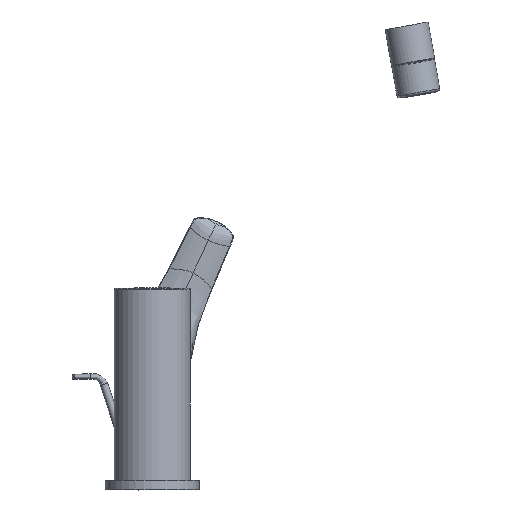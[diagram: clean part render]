
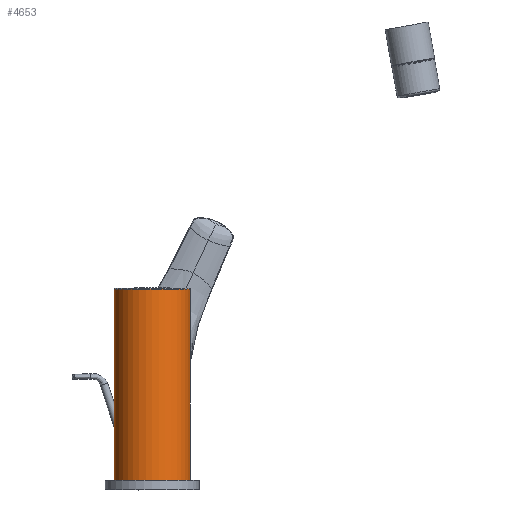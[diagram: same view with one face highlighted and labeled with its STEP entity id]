
A CAD part, front view. The second image highlights one B-rep face of the part: STEP entity #4653.
In plain terms, the highlighted cylindrical face has radius 20 mm (diameter 40 mm), a full revolution.
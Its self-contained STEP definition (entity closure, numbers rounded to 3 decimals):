
#518=ELLIPSE('',#5005,28.284,20.);
#519=ELLIPSE('',#5006,28.284,20.);
#926=CYLINDRICAL_SURFACE('',#5007,20.);
#1159=ORIENTED_EDGE('',*,*,#2369,.T.);
#1160=ORIENTED_EDGE('',*,*,#2372,.F.);
#1161=ORIENTED_EDGE('',*,*,#2371,.T.);
#1162=ORIENTED_EDGE('',*,*,#2370,.T.);
#2369=EDGE_CURVE('',#3147,#3147,#3700,.T.);
#2370=EDGE_CURVE('',#3148,#3149,#518,.T.);
#2371=EDGE_CURVE('',#3149,#3148,#519,.F.);
#2372=EDGE_CURVE('',#3150,#3150,#3701,.T.);
#3147=VERTEX_POINT('',#14091);
#3148=VERTEX_POINT('',#14095);
#3149=VERTEX_POINT('',#14096);
#3150=VERTEX_POINT('',#14100);
#3700=CIRCLE('',#5002,20.);
#3701=CIRCLE('',#5008,20.);
#3986=EDGE_LOOP('',(#1159));
#3987=EDGE_LOOP('',(#1160));
#3988=EDGE_LOOP('',(#1161,#1162));
#4251=FACE_BOUND('',#3986,.T.);
#4252=FACE_BOUND('',#3987,.T.);
#4253=FACE_BOUND('',#3988,.T.);
#4653=ADVANCED_FACE('',(#4251,#4252,#4253),#926,.T.);
#5002=AXIS2_PLACEMENT_3D('',#14090,#5669,#5670);
#5005=AXIS2_PLACEMENT_3D('',#14094,#5675,#5676);
#5006=AXIS2_PLACEMENT_3D('',#14097,#5677,#5678);
#5007=AXIS2_PLACEMENT_3D('',#14098,#5679,#5680);
#5008=AXIS2_PLACEMENT_3D('',#14099,#5681,#5682);
#5669=DIRECTION('',(0.,0.,-1.));
#5670=DIRECTION('',(-1.,0.,0.));
#5675=DIRECTION('',(0.,-0.707,-0.707));
#5676=DIRECTION('',(0.,0.707,-0.707));
#5677=DIRECTION('',(0.,0.707,-0.707));
#5678=DIRECTION('',(0.,-0.707,-0.707));
#5679=DIRECTION('',(0.,0.,-1.));
#5680=DIRECTION('',(-1.,0.,0.));
#5681=DIRECTION('',(0.,0.,-1.));
#5682=DIRECTION('',(1.,0.,0.));
#14090=CARTESIAN_POINT('',(0.,0.,100.7));
#14091=CARTESIAN_POINT('',(-20.,0.,100.7));
#14094=CARTESIAN_POINT('',(0.,0.,63.));
#14095=CARTESIAN_POINT('',(-20.,0.,63.));
#14096=CARTESIAN_POINT('',(20.,0.,63.));
#14097=CARTESIAN_POINT('',(0.,0.,63.));
#14098=CARTESIAN_POINT('',(0.,0.,101.));
#14099=CARTESIAN_POINT('',(0.,0.,0.));
#14100=CARTESIAN_POINT('',(20.,0.,0.));
